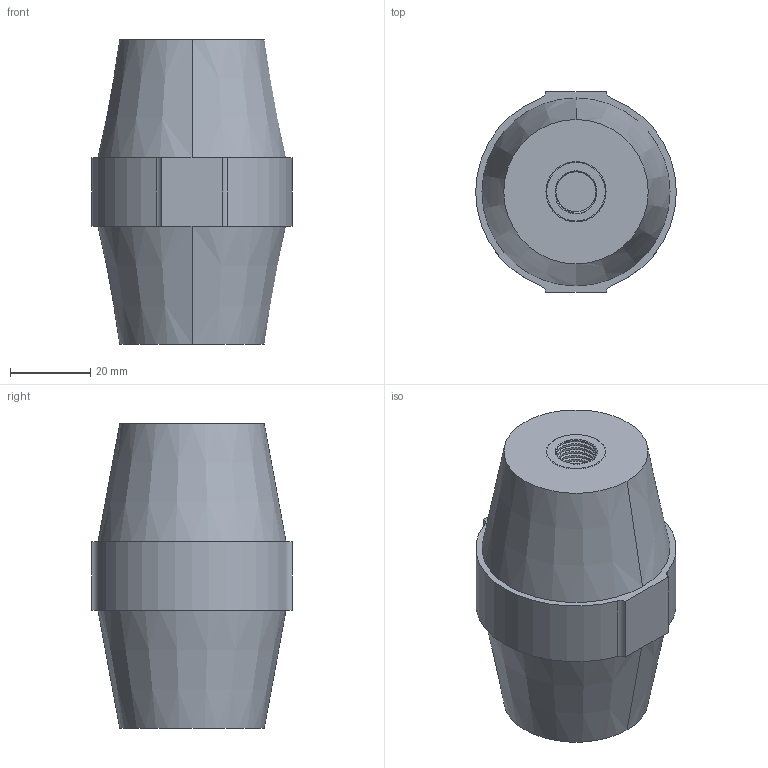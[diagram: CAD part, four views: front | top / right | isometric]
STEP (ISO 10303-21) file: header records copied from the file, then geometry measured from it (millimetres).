
FILE_DESCRIPTION (( 'STEP AP203' ), '1' );
FILE_NAME ('Èçîëÿòîðû øèííûå SM - 76 áî÷åíîê áåç áîëòà EKF PROxima.STEP', '2016-11-02T19:45:56', ( '' ), ( '' ), 'SwSTEP 2.0', 'SolidWorks 2014', '' );
FILE_SCHEMA (( 'CONFIG_CONTROL_DESIGN' ));
Length unit declared in the file: millimetre
Products named in the file (3): Èçîëÿòîðû øèííûå SM - 76 áî÷åíîê áåç áîëòà EKF PROxima; Ì10õ12; Èçîëÿòîðû øèííûå SM-76 áî÷åíîê EKF PROxima
Assembly tree (3 placements, depth 2):
  Èçîëÿòîðû øèííûå SM - 76 áî÷åíîê áåç áîëòà EKF PROxima
    Èçîëÿòîðû øèííûå SM-76 áî÷åíîê EKF PROxima
    Ì10õ12  x2
Bounding box: 50 x 50 x 76 mm (x, y, z)
Volume: 111588.9 mm3; surface area: 16319.3 mm2
Topology: 3 solids, 3 shells, 119 faces, 291 edges, 186 vertices
Faces by surface type: cylinder 63, cone 36, plane 16, bspline 4
Entity records: 4289 total; most frequent: CARTESIAN_POINT 2229, ORIENTED_EDGE 370, DIRECTION 370, EDGE_CURVE 185, AXIS2_PLACEMENT_3D 152, VERTEX_POINT 118, EDGE_LOOP 87, ADVANCED_FACE 78
